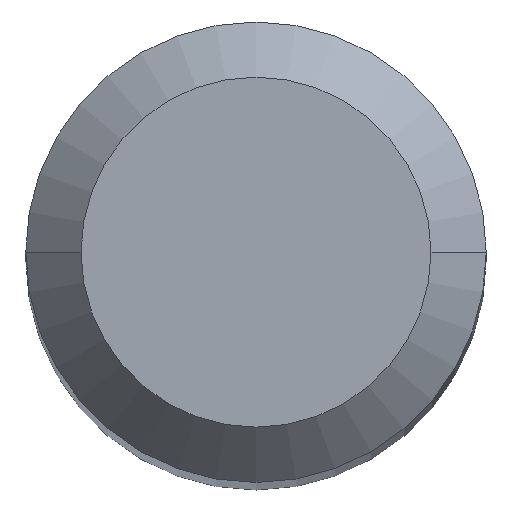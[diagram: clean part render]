
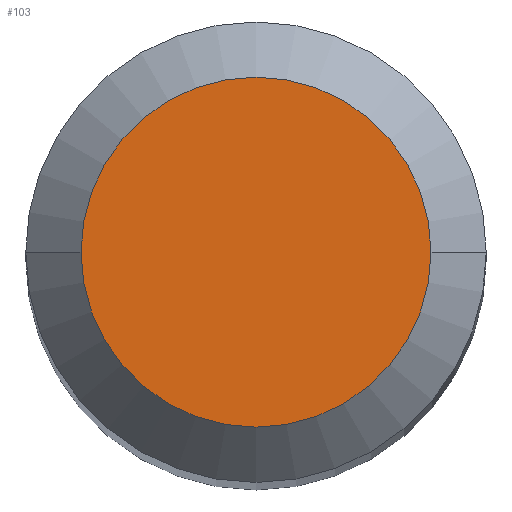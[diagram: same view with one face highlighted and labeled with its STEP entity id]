
A CAD part, top view. The second image highlights one B-rep face of the part: STEP entity #103.
In plain terms, the highlighted planar face has unit normal (0, 0, 1).
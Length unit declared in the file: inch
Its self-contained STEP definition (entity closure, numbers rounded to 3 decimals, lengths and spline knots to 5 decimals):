
#42 = FACE_OUTER_BOUND ( 'NONE', #140, .T. ) ;
#55 = CIRCLE ( 'NONE', #100, 0.0475 ) ;
#72 = CARTESIAN_POINT ( 'NONE',  ( 0., 0., 1.5 ) ) ;
#85 = VERTEX_POINT ( 'NONE', #265 ) ;
#89 = PLANE ( 'NONE',  #113 ) ;
#100 = AXIS2_PLACEMENT_3D ( 'NONE', #253, #179, #197 ) ;
#103 = ADVANCED_FACE ( 'NONE', ( #42 ), #89, .T. ) ;
#113 = AXIS2_PLACEMENT_3D ( 'NONE', #72, #175, #142 ) ;
#119 = EDGE_CURVE ( 'NONE', #240, #85, #276, .T. ) ;
#140 = EDGE_LOOP ( 'NONE', ( #163, #261 ) ) ;
#142 = DIRECTION ( 'NONE',  ( 1., 0., 0. ) ) ;
#163 = ORIENTED_EDGE ( 'NONE', *, *, #256, .T. ) ;
#175 = DIRECTION ( 'NONE',  ( 0., 0., 1. ) ) ;
#179 = DIRECTION ( 'NONE',  ( 0., 0., 1. ) ) ;
#197 = DIRECTION ( 'NONE',  ( 1., 0., 0. ) ) ;
#199 = DIRECTION ( 'NONE',  ( 1., 0., 0. ) ) ;
#227 = CARTESIAN_POINT ( 'NONE',  ( 0.0475, 0., 1.5 ) ) ;
#228 = AXIS2_PLACEMENT_3D ( 'NONE', #292, #297, #199 ) ;
#240 = VERTEX_POINT ( 'NONE', #227 ) ;
#253 = CARTESIAN_POINT ( 'NONE',  ( 0., 0., 1.5 ) ) ;
#256 = EDGE_CURVE ( 'NONE', #85, #240, #55, .T. ) ;
#261 = ORIENTED_EDGE ( 'NONE', *, *, #119, .T. ) ;
#265 = CARTESIAN_POINT ( 'NONE',  ( -0.0475, 0., 1.5 ) ) ;
#276 = CIRCLE ( 'NONE', #228, 0.0475 ) ;
#292 = CARTESIAN_POINT ( 'NONE',  ( 0., 0., 1.5 ) ) ;
#297 = DIRECTION ( 'NONE',  ( 0., 0., 1. ) ) ;
